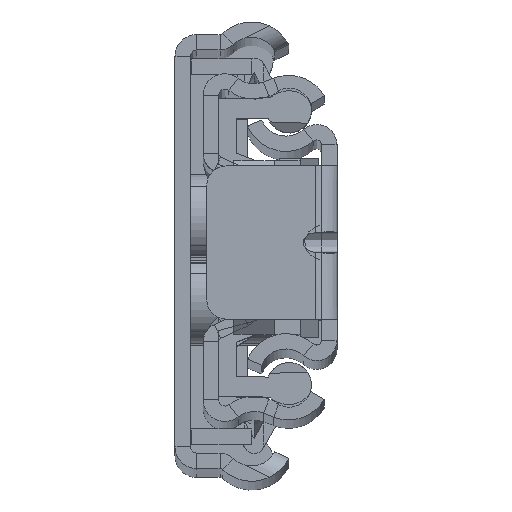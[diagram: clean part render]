
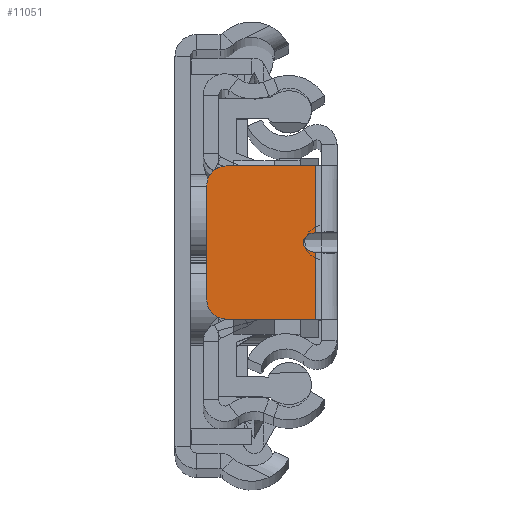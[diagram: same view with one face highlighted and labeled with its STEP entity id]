
A CAD part, top view. The second image highlights one B-rep face of the part: STEP entity #11051.
In plain terms, the highlighted planar face has unit normal (0, 0, 1).
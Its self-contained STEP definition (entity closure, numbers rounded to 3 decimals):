
#478 = AXIS2_PLACEMENT_3D ( 'NONE', #20044, #12411, #20288 ) ;
#702 = ORIENTED_EDGE ( 'NONE', *, *, #13198, .T. ) ;
#1008 = CARTESIAN_POINT ( 'NONE',  ( 0., -6., 0. ) ) ;
#1568 = CARTESIAN_POINT ( 'NONE',  ( -1.7, -0.79, 0. ) ) ;
#3106 = ORIENTED_EDGE ( 'NONE', *, *, #11572, .F. ) ;
#3279 = EDGE_CURVE ( 'NONE', #18523, #18193, #23734, .T. ) ;
#3513 = CARTESIAN_POINT ( 'NONE',  ( -8.7, -6., 0. ) ) ;
#4238 = EDGE_CURVE ( 'NONE', #6018, #8849, #11867, .T. ) ;
#4313 = ORIENTED_EDGE ( 'NONE', *, *, #21668, .T. ) ;
#4322 = VECTOR ( 'NONE', #14052, 1000. ) ;
#4628 = DIRECTION ( 'NONE',  ( -1., 0., 0. ) ) ;
#5035 = ORIENTED_EDGE ( 'NONE', *, *, #20237, .F. ) ;
#6018 = VERTEX_POINT ( 'NONE', #1568 ) ;
#6034 = CARTESIAN_POINT ( 'NONE',  ( 0., 6., 0. ) ) ;
#6340 = CARTESIAN_POINT ( 'NONE',  ( -8.7, 4.5, 0. ) ) ;
#6355 = PLANE ( 'NONE',  #478 ) ;
#8114 = LINE ( 'NONE', #6034, #15808 ) ;
#8279 = AXIS2_PLACEMENT_3D ( 'NONE', #16388, #20148, #4628 ) ;
#8285 = CARTESIAN_POINT ( 'NONE',  ( -1.7, 6., 0. ) ) ;
#8534 = DIRECTION ( 'NONE',  ( 1., 0., 0. ) ) ;
#8668 = CIRCLE ( 'NONE', #8279, 1.5 ) ;
#8849 = VERTEX_POINT ( 'NONE', #13592 ) ;
#8986 = EDGE_CURVE ( 'NONE', #18193, #25490, #8668, .T. ) ;
#9074 = CARTESIAN_POINT ( 'NONE',  ( -1.7, -6., 0. ) ) ;
#10547 = AXIS2_PLACEMENT_3D ( 'NONE', #6340, #20157, #24777 ) ;
#10556 = ORIENTED_EDGE ( 'NONE', *, *, #21763, .T. ) ;
#10560 = CARTESIAN_POINT ( 'NONE',  ( -1.7, -6., 0. ) ) ;
#11051 = ADVANCED_FACE ( 'NONE', ( #16280 ), #6355, .F. ) ;
#11572 = EDGE_CURVE ( 'NONE', #20538, #8849, #18968, .T. ) ;
#11867 =( BOUNDED_CURVE ( )  B_SPLINE_CURVE ( 3, ( #25576, #16021, #14085, #21440 ),
 .UNSPECIFIED., .F., .F. ) 
 B_SPLINE_CURVE_WITH_KNOTS ( ( 4, 4 ),
 ( 4.83, 7.736 ),
 .UNSPECIFIED. ) 
 CURVE ( )  GEOMETRIC_REPRESENTATION_ITEM ( )  RATIONAL_B_SPLINE_CURVE ( ( 1., 0.412, 0.412, 1. ) ) 
 REPRESENTATION_ITEM ( '' )  );
#12013 = CARTESIAN_POINT ( 'NONE',  ( -10.2, -4.5, 0. ) ) ;
#12411 = DIRECTION ( 'NONE',  ( 0., 0., -1. ) ) ;
#13035 = CARTESIAN_POINT ( 'NONE',  ( -1.7, -6., 0. ) ) ;
#13194 = DIRECTION ( 'NONE',  ( 0., -1., 0. ) ) ;
#13198 = EDGE_CURVE ( 'NONE', #20538, #24098, #8114, .T. ) ;
#13592 = CARTESIAN_POINT ( 'NONE',  ( -1.7, 0.79, 0. ) ) ;
#13795 = VECTOR ( 'NONE', #13194, 1000. ) ;
#14007 = CARTESIAN_POINT ( 'NONE',  ( -8.7, 6., 0. ) ) ;
#14052 = DIRECTION ( 'NONE',  ( 0., -1., 0. ) ) ;
#14085 = CARTESIAN_POINT ( 'NONE',  ( -3.497, 0.64, 0. ) ) ;
#15053 = CIRCLE ( 'NONE', #10547, 1.5 ) ;
#15468 = VECTOR ( 'NONE', #8534, 1000. ) ;
#15808 = VECTOR ( 'NONE', #21884, 1000. ) ;
#16021 = CARTESIAN_POINT ( 'NONE',  ( -3.497, -0.64, 0. ) ) ;
#16280 = FACE_OUTER_BOUND ( 'NONE', #17732, .T. ) ;
#16388 = CARTESIAN_POINT ( 'NONE',  ( -8.7, -4.5, 0. ) ) ;
#16394 = LINE ( 'NONE', #1008, #15468 ) ;
#17295 = VERTEX_POINT ( 'NONE', #10560 ) ;
#17392 = CARTESIAN_POINT ( 'NONE',  ( -10.2, 4.5, 0. ) ) ;
#17732 = EDGE_LOOP ( 'NONE', ( #702, #10556, #23873, #20266, #4313, #5035, #21267, #3106 ) ) ;
#17921 = CARTESIAN_POINT ( 'NONE',  ( -10.2, 0., 0. ) ) ;
#18193 = VERTEX_POINT ( 'NONE', #12013 ) ;
#18523 = VERTEX_POINT ( 'NONE', #17392 ) ;
#18968 = LINE ( 'NONE', #13035, #19898 ) ;
#19272 = LINE ( 'NONE', #9074, #13795 ) ;
#19898 = VECTOR ( 'NONE', #22436, 1000. ) ;
#20044 = CARTESIAN_POINT ( 'NONE',  ( 0., 0., 0. ) ) ;
#20148 = DIRECTION ( 'NONE',  ( 0., 0., 1. ) ) ;
#20157 = DIRECTION ( 'NONE',  ( 0., 0., 1. ) ) ;
#20237 = EDGE_CURVE ( 'NONE', #6018, #17295, #19272, .T. ) ;
#20266 = ORIENTED_EDGE ( 'NONE', *, *, #8986, .T. ) ;
#20288 = DIRECTION ( 'NONE',  ( -1., 0., 0. ) ) ;
#20538 = VERTEX_POINT ( 'NONE', #8285 ) ;
#21267 = ORIENTED_EDGE ( 'NONE', *, *, #4238, .T. ) ;
#21440 = CARTESIAN_POINT ( 'NONE',  ( -1.7, 0.79, 0. ) ) ;
#21668 = EDGE_CURVE ( 'NONE', #25490, #17295, #16394, .T. ) ;
#21763 = EDGE_CURVE ( 'NONE', #24098, #18523, #15053, .T. ) ;
#21884 = DIRECTION ( 'NONE',  ( -1., 0., 0. ) ) ;
#22436 = DIRECTION ( 'NONE',  ( 0., -1., 0. ) ) ;
#23734 = LINE ( 'NONE', #17921, #4322 ) ;
#23873 = ORIENTED_EDGE ( 'NONE', *, *, #3279, .T. ) ;
#24098 = VERTEX_POINT ( 'NONE', #14007 ) ;
#24777 = DIRECTION ( 'NONE',  ( -1., 0., 0. ) ) ;
#25490 = VERTEX_POINT ( 'NONE', #3513 ) ;
#25576 = CARTESIAN_POINT ( 'NONE',  ( -1.7, -0.79, 0. ) ) ;
